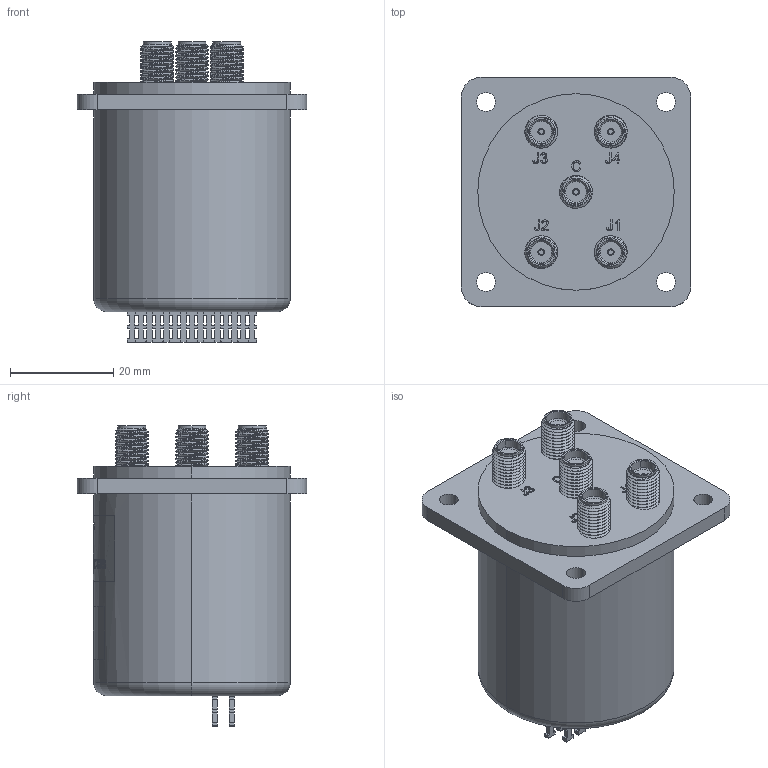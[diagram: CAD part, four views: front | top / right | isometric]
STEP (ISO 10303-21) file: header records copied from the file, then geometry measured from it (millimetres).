
FILE_DESCRIPTION (( 'STEP AP214' ), '1' );
FILE_NAME ('PE71S6453.step', '2021-02-25T20:38:35', ( '' ), ( '' ), 'SwSTEP 2.0', 'SolidWorks 2018', '' );
FILE_SCHEMA (( 'AUTOMOTIVE_DESIGN' ));
Length unit declared in the file: inch
Products named in the file (1): PE71S6453
Bounding box: 44.45 x 44.45 x 58.22 mm (x, y, z)
Volume: 53928.7 mm3; surface area: 11224.6 mm2
Topology: 1 solids, 1 shells, 1080 faces, 2995 edges, 1986 vertices
Faces by surface type: plane 490, cylinder 360, bspline 193, cone 35, torus 2
Entity records: 48190 total; most frequent: CARTESIAN_POINT 22391, ORIENTED_EDGE 5990, DIRECTION 4545, EDGE_CURVE 2995, VERTEX_POINT 1986, LINE 1561, VECTOR 1561, AXIS2_PLACEMENT_3D 1492
